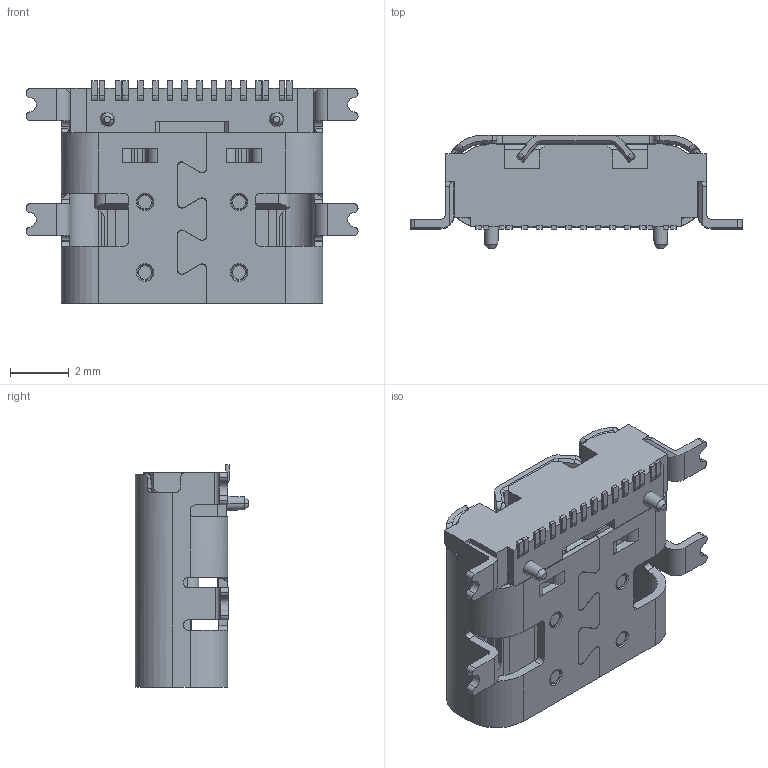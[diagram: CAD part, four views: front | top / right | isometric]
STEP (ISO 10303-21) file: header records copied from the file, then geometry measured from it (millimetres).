
FILE_DESCRIPTION((''),'2;1');
FILE_NAME('PRT0001','2020-07-28T18:34:55',('Administrator'),(''),'CREO PARAMETRIC BY PTC INC, 2016510','CREO PARAMETRIC BY PTC INC, 2016510','');
FILE_SCHEMA(('AUTOMOTIVE_DESIGN { 1 0 10303 214 1 1 1 1 }'));
Length unit declared in the file: millimetre
Products named in the file (1): PRT0001
Bounding box: 11.34 x 3.89 x 7.6 mm (x, y, z)
Volume: 113.4 mm3; surface area: 477.2 mm2
Topology: 1 solids, 1 shells, 849 faces, 2452 edges, 1579 vertices
Faces by surface type: plane 579, cylinder 210, cone 34, bspline 18, torus 8
Entity records: 30141 total; most frequent: CARTESIAN_POINT 5977, ORIENTED_EDGE 4904, DIRECTION 4465, EDGE_CURVE 2452, VECTOR 1837, LINE 1837, VERTEX_POINT 1579, AXIS2_PLACEMENT_3D 1314
